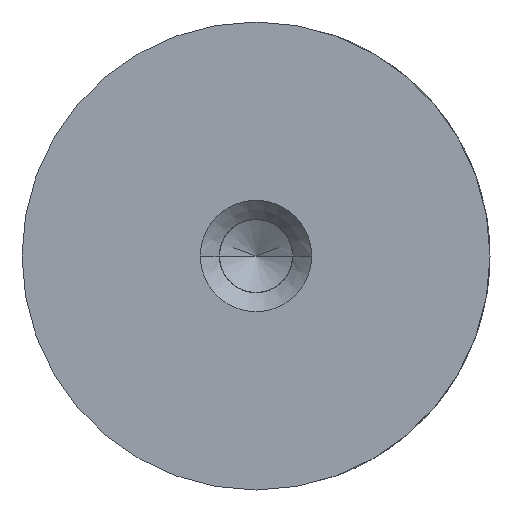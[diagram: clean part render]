
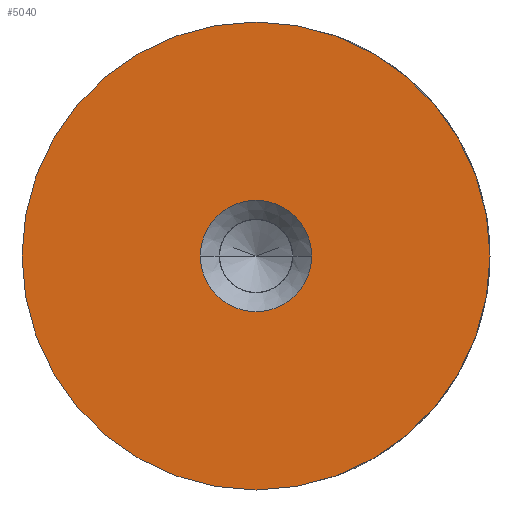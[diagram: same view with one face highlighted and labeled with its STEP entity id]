
A CAD part, front view. The second image highlights one B-rep face of the part: STEP entity #5040.
In plain terms, the highlighted planar face has unit normal (0, -1, 0).
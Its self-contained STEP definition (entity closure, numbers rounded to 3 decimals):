
#310=CARTESIAN_POINT('',(10.5,0.,0.));
#320=VERTEX_POINT('',#310);
#4650=CARTESIAN_POINT('',(-10.5,0.,0.));
#4660=VERTEX_POINT('',#4650);
#4690=CARTESIAN_POINT('',(0.,0.,0.));
#4700=DIRECTION('',(0.,1.,0.));
#4710=DIRECTION('',(-1.,0.,0.));
#4720=AXIS2_PLACEMENT_3D('',#4690,#4700,#4710);
#4730=CIRCLE('',#4720,10.5);
#4740=EDGE_CURVE('',#320,#4660,#4730,.T.);
#4790=CARTESIAN_POINT('',(-5.25,0.,0.));
#4800=DIRECTION('',(0.,1.,0.));
#4810=DIRECTION('',(1.,-0.,0.));
#4820=AXIS2_PLACEMENT_3D('',#4790,#4800,#4810);
#4830=PLANE('',#4820);
#4840=CARTESIAN_POINT('',(0.,0.,0.));
#4850=DIRECTION('',(0.,-1.,0.));
#4860=DIRECTION('',(-1.,-0.,0.));
#4870=AXIS2_PLACEMENT_3D('',#4840,#4850,#4860);
#4880=CIRCLE('',#4870,2.5);
#4890=CARTESIAN_POINT('',(2.5,0.,0.));
#4900=VERTEX_POINT('',#4890);
#4910=CARTESIAN_POINT('',(-2.5,0.,0.));
#4920=VERTEX_POINT('',#4910);
#4930=EDGE_CURVE('',#4900,#4920,#4880,.T.);
#4940=ORIENTED_EDGE('',*,*,#4930,.F.);
#4950=EDGE_CURVE('',#4920,#4900,#4880,.T.);
#4960=ORIENTED_EDGE('',*,*,#4950,.F.);
#4970=EDGE_LOOP('',(#4960,#4940));
#4980=FACE_BOUND('',#4970,.T.);
#4990=EDGE_CURVE('',#4660,#320,#4730,.T.);
#5000=ORIENTED_EDGE('',*,*,#4990,.F.);
#5010=ORIENTED_EDGE('',*,*,#4740,.F.);
#5020=EDGE_LOOP('',(#5010,#5000));
#5030=FACE_OUTER_BOUND('',#5020,.T.);
#5040=ADVANCED_FACE('',(#4980,#5030),#4830,.F.);
